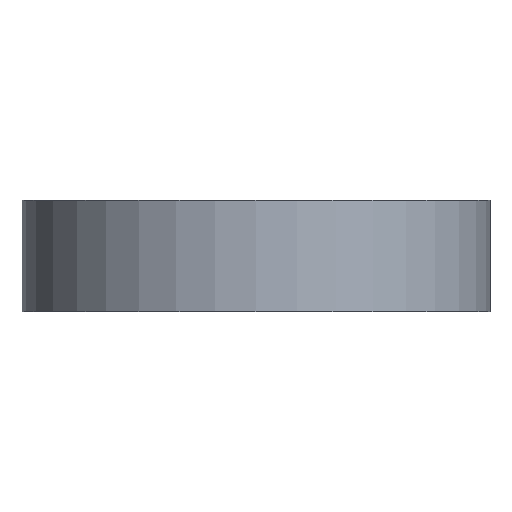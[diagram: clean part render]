
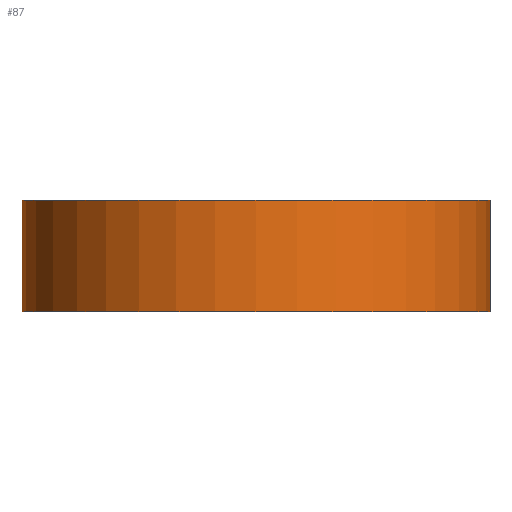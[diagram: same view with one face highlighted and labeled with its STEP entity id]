
A CAD part, front view. The second image highlights one B-rep face of the part: STEP entity #87.
In plain terms, the highlighted cylindrical face has radius 46 mm (diameter 92 mm), a partial arc.
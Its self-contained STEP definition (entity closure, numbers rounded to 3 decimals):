
#65=VERTEX_POINT('',#152);
#67=EDGE_CURVE('',#65,#119,#154,.T.);
#69=EDGE_CURVE('',#71,#81,#156,.T.);
#71=VERTEX_POINT('',#158);
#81=VERTEX_POINT('',#172);
#87=ADVANCED_FACE('',(#178),#179,.T.);
#119=VERTEX_POINT('',#215);
#121=EDGE_CURVE('',#81,#119,#217,.T.);
#123=EDGE_CURVE('',#65,#71,#219,.T.);
#152=CARTESIAN_POINT('',(46.0,0.,0.));
#154=CIRCLE('',#243,46.0);
#156=CIRCLE('',#246,46.0);
#158=CARTESIAN_POINT('',(46.0,0.,22.0));
#172=CARTESIAN_POINT('',(-46.0,0.,22.0));
#178=FACE_OUTER_BOUND('',#270,.T.);
#179=CYLINDRICAL_SURFACE('',#271,46.0);
#215=CARTESIAN_POINT('',(-46.0,0.,0.));
#217=LINE('',#319,#320);
#219=LINE('',#323,#324);
#243=AXIS2_PLACEMENT_3D('',#346,#347,#348);
#246=AXIS2_PLACEMENT_3D('',#349,#350,#351);
#270=EDGE_LOOP('',(#383,#384,#385,#386));
#271=AXIS2_PLACEMENT_3D('',#387,#388,#389);
#319=CARTESIAN_POINT('',(-46.0,0.,11.0));
#320=VECTOR('',#430,1.0);
#323=CARTESIAN_POINT('',(46.0,0.,11.0));
#324=VECTOR('',#431,1.0);
#346=CARTESIAN_POINT('',(0.0,0.,0.));
#347=DIRECTION('',(-0.0,0.0,-1.0));
#348=DIRECTION('',(-1.0,0.,0.0));
#349=CARTESIAN_POINT('',(0.0,0.,22.0));
#350=DIRECTION('',(-0.0,0.0,-1.0));
#351=DIRECTION('',(-1.0,0.,0.0));
#383=ORIENTED_EDGE('',*,*,#121,.T.);
#384=ORIENTED_EDGE('',*,*,#67,.F.);
#385=ORIENTED_EDGE('',*,*,#123,.T.);
#386=ORIENTED_EDGE('',*,*,#69,.T.);
#387=CARTESIAN_POINT('',(0.0,0.,11.0));
#388=DIRECTION('',(0.0,-0.0,1.0));
#389=DIRECTION('',(-1.0,0.,0.0));
#430=DIRECTION('',(0.0,0.0,-1.0));
#431=DIRECTION('',(-0.0,-0.0,1.0));
